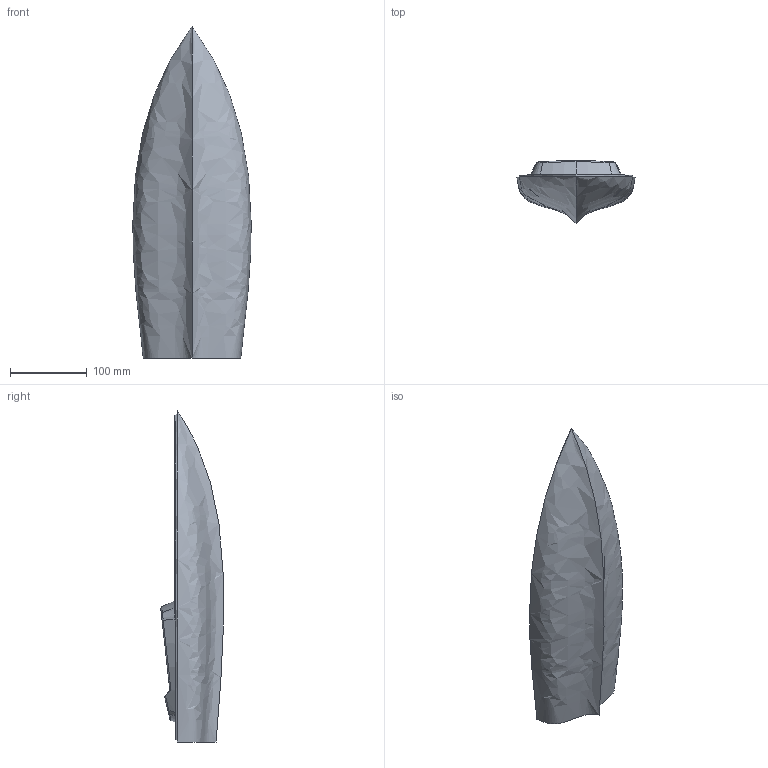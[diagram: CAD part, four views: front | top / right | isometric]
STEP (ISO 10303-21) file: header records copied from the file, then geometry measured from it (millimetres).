
FILE_DESCRIPTION (( 'STEP AP203' ), '1' );
FILE_NAME ('E8.STEP', '2026-01-05T21:47:22', ( '' ), ( '' ), 'SwSTEP 2.0', 'SolidWorks 2026', '' );
FILE_SCHEMA (( 'CONFIG_CONTROL_DESIGN' ));
Length unit declared in the file: inch
Products named in the file (1): E8
Bounding box: 153.97 x 81.25 x 431.8 mm (x, y, z)
Volume: 1745446.1 mm3; surface area: 151252.2 mm2
Topology: 1 solids, 1 shells, 65 faces, 156 edges, 97 vertices
Faces by surface type: bspline 26, plane 20, cone 8, cylinder 6, torus 5
Entity records: 3803 total; most frequent: CARTESIAN_POINT 2443, ORIENTED_EDGE 308, DIRECTION 199, EDGE_CURVE 154, VERTEX_POINT 97, AXIS2_PLACEMENT_3D 78, EDGE_LOOP 71, ADVANCED_FACE 65
